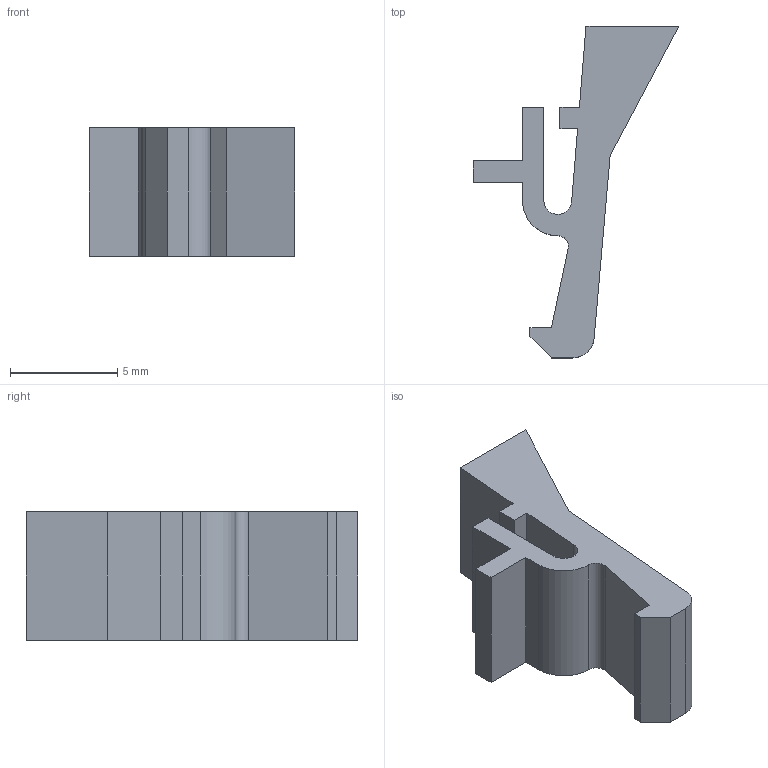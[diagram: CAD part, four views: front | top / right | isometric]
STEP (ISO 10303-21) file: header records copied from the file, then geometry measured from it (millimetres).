
FILE_DESCRIPTION(/* description */ (''),/* implementation_level */ '2;1');
FILE_NAME(/* name */ '100171058ugm000_b.stp',/* time_stamp */ '2016-11-24T10:54:22+01:00',/* author */ (''),/* organization */ (''),/* preprocessor_version */ 'ST-DEVELOPER v16',/* originating_system */ 'SIEMENS PLM Software NX 10.0',/* authorisation */ '');
FILE_SCHEMA (('AUTOMOTIVE_DESIGN { 1 0 10303 214 3 1 1 1 }'));
Length unit declared in the file: millimetre
Products named in the file (1): 100171058ugm000_b
Bounding box: 9.6 x 15.5 x 6 mm (x, y, z)
Volume: 271 mm3; surface area: 441.7 mm2
Topology: 1 solids, 1 shells, 26 faces, 72 edges, 48 vertices
Faces by surface type: plane 22, cylinder 4
Entity records: 857 total; most frequent: CARTESIAN_POINT 150, ORIENTED_EDGE 144, DIRECTION 133, EDGE_CURVE 72, LINE 63, VECTOR 63, VERTEX_POINT 48, AXIS2_PLACEMENT_3D 35
